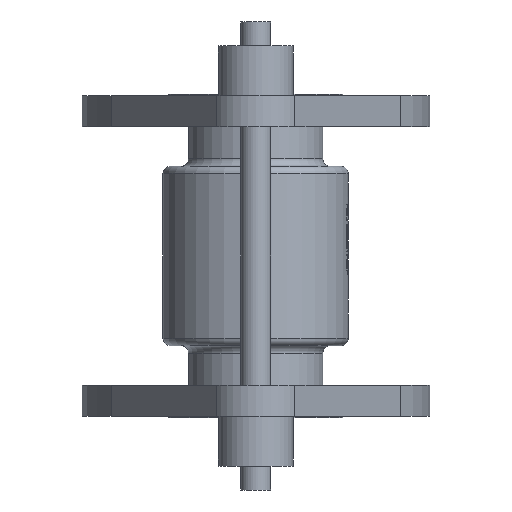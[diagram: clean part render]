
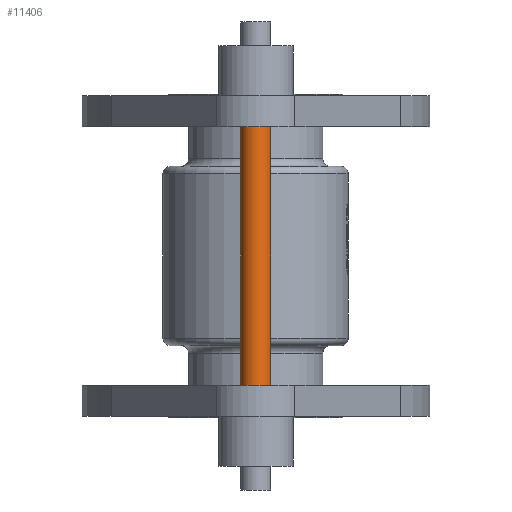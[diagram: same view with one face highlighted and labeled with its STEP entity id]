
A CAD part, front view. The second image highlights one B-rep face of the part: STEP entity #11406.
In plain terms, the highlighted cylindrical face has radius 6 mm (diameter 12 mm), a partial arc.
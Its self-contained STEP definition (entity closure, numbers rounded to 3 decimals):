
#162 = LINE ( 'NONE', #10250, #6350 ) ;
#504 = DIRECTION ( 'NONE',  ( 0., 0., 1. ) ) ;
#1999 = AXIS2_PLACEMENT_3D ( 'NONE', #2027, #6768, #18767 ) ;
#2027 = CARTESIAN_POINT ( 'NONE',  ( 0., -91.5, -116.3 ) ) ;
#2389 = DIRECTION ( 'NONE',  ( 0., 0., 1. ) ) ;
#4146 = VERTEX_POINT ( 'NONE', #16079 ) ;
#4219 = ORIENTED_EDGE ( 'NONE', *, *, #27795, .F. ) ;
#5071 = CARTESIAN_POINT ( 'NONE',  ( 0., -91.5, -158.4 ) ) ;
#5384 = DIRECTION ( 'NONE',  ( 0., 0., 1. ) ) ;
#6350 = VECTOR ( 'NONE', #9778, 1000. ) ;
#6768 = DIRECTION ( 'NONE',  ( 0., 0., 1. ) ) ;
#7032 = CARTESIAN_POINT ( 'NONE',  ( 6., -91.5, -12.5 ) ) ;
#7049 = EDGE_CURVE ( 'NONE', #4146, #15539, #30702, .T. ) ;
#7412 = CARTESIAN_POINT ( 'NONE',  ( -6., -91.5, -12.5 ) ) ;
#7763 = DIRECTION ( 'NONE',  ( 1., 0., 0. ) ) ;
#8520 = EDGE_LOOP ( 'NONE', ( #26542, #15306, #20545, #4219 ) ) ;
#9134 = AXIS2_PLACEMENT_3D ( 'NONE', #5071, #2389, #14687 ) ;
#9778 = DIRECTION ( 'NONE',  ( 0., 0., 1. ) ) ;
#9953 = CARTESIAN_POINT ( 'NONE',  ( 6., -91.5, -158.4 ) ) ;
#10250 = CARTESIAN_POINT ( 'NONE',  ( -6., -91.5, -158.4 ) ) ;
#11406 = ADVANCED_FACE ( 'NONE', ( #26511 ), #21652, .T. ) ;
#14687 = DIRECTION ( 'NONE',  ( -1., 0., 0. ) ) ;
#15306 = ORIENTED_EDGE ( 'NONE', *, *, #23093, .T. ) ;
#15539 = VERTEX_POINT ( 'NONE', #18196 ) ;
#16079 = CARTESIAN_POINT ( 'NONE',  ( -6., -91.5, -116.3 ) ) ;
#17003 = CIRCLE ( 'NONE', #24565, 6. ) ;
#17535 = LINE ( 'NONE', #9953, #24036 ) ;
#18196 = CARTESIAN_POINT ( 'NONE',  ( 6., -91.5, -116.3 ) ) ;
#18767 = DIRECTION ( 'NONE',  ( 1., 0., 0. ) ) ;
#20226 = CARTESIAN_POINT ( 'NONE',  ( 0., -91.5, -12.5 ) ) ;
#20545 = ORIENTED_EDGE ( 'NONE', *, *, #24254, .F. ) ;
#21652 = CYLINDRICAL_SURFACE ( 'NONE', #9134, 6. ) ;
#23093 = EDGE_CURVE ( 'NONE', #15539, #25251, #17535, .T. ) ;
#24036 = VECTOR ( 'NONE', #5384, 1000. ) ;
#24254 = EDGE_CURVE ( 'NONE', #25953, #25251, #17003, .T. ) ;
#24565 = AXIS2_PLACEMENT_3D ( 'NONE', #20226, #504, #7763 ) ;
#25251 = VERTEX_POINT ( 'NONE', #7032 ) ;
#25953 = VERTEX_POINT ( 'NONE', #7412 ) ;
#26511 = FACE_OUTER_BOUND ( 'NONE', #8520, .T. ) ;
#26542 = ORIENTED_EDGE ( 'NONE', *, *, #7049, .T. ) ;
#27795 = EDGE_CURVE ( 'NONE', #4146, #25953, #162, .T. ) ;
#30702 = CIRCLE ( 'NONE', #1999, 6. ) ;
